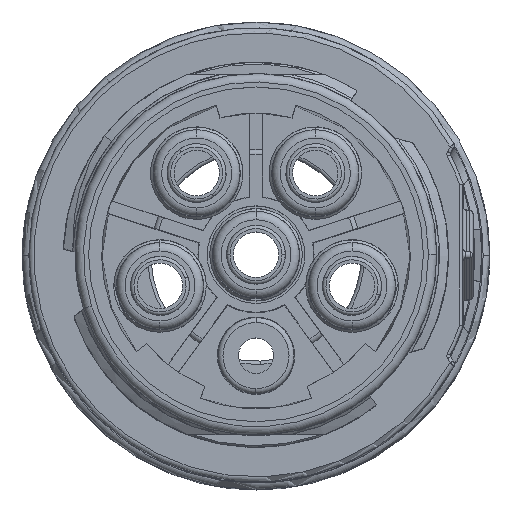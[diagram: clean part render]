
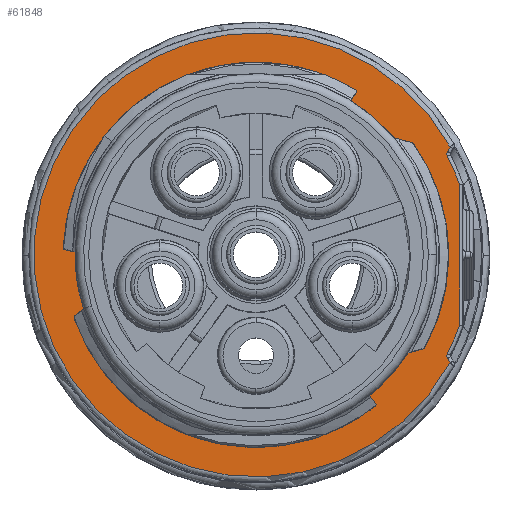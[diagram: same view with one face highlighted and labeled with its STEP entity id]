
A CAD part, top view. The second image highlights one B-rep face of the part: STEP entity #61848.
In plain terms, the highlighted planar face has unit normal (0, 0, 1).
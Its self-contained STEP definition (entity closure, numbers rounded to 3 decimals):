
#425=CARTESIAN_POINT('',(11.539,6.411,32.8));
#439=CARTESIAN_POINT('',(0.,0.,32.8));
#440=DIRECTION('',(0.,0.,1.));
#441=DIRECTION('',(0.874,0.486,0.));
#442=AXIS2_PLACEMENT_3D('',#439,#440,#441);
#1008=CARTESIAN_POINT('',(0.,0.,32.8));
#1009=DIRECTION('',(0.,0.,1.));
#1010=DIRECTION('',(0.889,-0.458,0.));
#1011=AXIS2_PLACEMENT_3D('',#1008,#1009,#1010);
#1013=CARTESIAN_POINT('',(11.647,-5.997,32.8));
#1014=DIRECTION('',(0.,0.,-1.));
#1015=DIRECTION('',(-0.866,-0.5,0.));
#1016=AXIS2_PLACEMENT_3D('',#1013,#1014,#1015);
#1018=DIRECTION('',(-0.5,0.866,0.));
#1019=VECTOR('',#1018,0.304);
#1020=CARTESIAN_POINT('',(11.539,-6.411,32.8));
#1021=LINE('',#1020,#1019);
#1022=DIRECTION('',(0.5,0.866,0.));
#1023=VECTOR('',#1022,0.304);
#1024=CARTESIAN_POINT('',(11.387,6.147,32.8));
#1025=LINE('',#1024,#1023);
#1026=CARTESIAN_POINT('',(11.647,5.997,32.8));
#1027=DIRECTION('',(0.,0.,-1.));
#1028=DIRECTION('',(-0.889,-0.458,0.));
#1029=AXIS2_PLACEMENT_3D('',#1026,#1027,#1028);
#1031=CARTESIAN_POINT('',(0.,0.,32.8));
#1032=DIRECTION('',(0.,0.,1.));
#1033=DIRECTION('',(0.945,0.326,0.));
#1034=AXIS2_PLACEMENT_3D('',#1031,#1032,#1033);
#1036=DIRECTION('',(0.,1.,0.));
#1037=VECTOR('',#1036,8.35);
#1038=CARTESIAN_POINT('',(12.1,-4.175,32.8));
#1039=LINE('',#1038,#1037);
#1040=CARTESIAN_POINT('',(0.,0.,32.8));
#1041=DIRECTION('',(0.,0.,-1.));
#1042=DIRECTION('',(-0.085,0.996,0.));
#1043=AXIS2_PLACEMENT_3D('',#1040,#1041,#1042);
#1045=CARTESIAN_POINT('',(-0.96,11.309,32.8));
#1046=DIRECTION('',(0.,0.,1.));
#1047=DIRECTION('',(-0.085,0.996,0.));
#1048=AXIS2_PLACEMENT_3D('',#1045,#1046,#1047);
#1050=DIRECTION('',(-0.093,0.996,0.));
#1051=VECTOR('',#1050,0.6);
#1052=CARTESIAN_POINT('',(-1.004,10.703,32.8));
#1053=LINE('',#1052,#1051);
#1054=CARTESIAN_POINT('',(0.,0.,32.8));
#1055=DIRECTION('',(0.,0.,-1.));
#1056=DIRECTION('',(-0.954,-0.299,0.));
#1057=AXIS2_PLACEMENT_3D('',#1054,#1055,#1056);
#1059=DIRECTION('',(0.766,0.643,0.));
#1060=VECTOR('',#1059,0.616);
#1061=CARTESIAN_POINT('',(-10.729,-3.613,32.8));
#1062=LINE('',#1061,#1060);
#1063=CARTESIAN_POINT('',(-10.601,-3.767,32.8));
#1064=DIRECTION('',(0.,0.,-1.));
#1065=DIRECTION('',(-0.942,-0.335,0.));
#1066=AXIS2_PLACEMENT_3D('',#1063,#1064,#1065);
#1068=CARTESIAN_POINT('',(0.,0.,32.8));
#1069=DIRECTION('',(0.,0.,-1.));
#1070=DIRECTION('',(-0.65,-0.76,0.));
#1071=AXIS2_PLACEMENT_3D('',#1068,#1069,#1070);
#1073=CARTESIAN_POINT('',(-7.313,-8.549,32.8));
#1074=DIRECTION('',(0.,0.,-1.));
#1075=DIRECTION('',(-0.174,-0.985,0.));
#1076=AXIS2_PLACEMENT_3D('',#1073,#1074,#1075);
#1078=DIRECTION('',(-0.985,0.174,0.));
#1079=VECTOR('',#1078,1.502);
#1080=CARTESIAN_POINT('',(-5.868,-9.007,32.8));
#1081=LINE('',#1080,#1079);
#1082=CARTESIAN_POINT('',(0.,0.,32.8));
#1083=DIRECTION('',(0.,0.,-1.));
#1084=DIRECTION('',(0.522,0.853,0.));
#1085=AXIS2_PLACEMENT_3D('',#1082,#1083,#1084);
#1087=DIRECTION('',(-0.609,-0.793,0.));
#1088=VECTOR('',#1087,0.481);
#1089=CARTESIAN_POINT('',(5.901,9.553,32.8));
#1090=LINE('',#1089,#1088);
#1091=CARTESIAN_POINT('',(5.742,9.674,32.8));
#1092=DIRECTION('',(0.,0.,-1.));
#1093=DIRECTION('',(0.51,0.86,0.));
#1094=AXIS2_PLACEMENT_3D('',#1091,#1092,#1093);
#54730=CARTESIAN_POINT('',(-0.968,11.409,32.8));
#54731=CARTESIAN_POINT('',(5.844,9.846,32.8));
#54732=VERTEX_POINT('',#54730);
#54733=VERTEX_POINT('',#54731);
#54734=CARTESIAN_POINT('',(-7.443,-8.701,32.8));
#54735=CARTESIAN_POINT('',(-10.789,-3.833,32.8));
#54736=VERTEX_POINT('',#54734);
#54737=VERTEX_POINT('',#54735);
#54738=CARTESIAN_POINT('',(-1.004,10.703,32.8));
#54739=CARTESIAN_POINT('',(-1.06,11.3,32.8));
#54740=VERTEX_POINT('',#54738);
#54741=VERTEX_POINT('',#54739);
#54742=CARTESIAN_POINT('',(-10.257,-3.217,32.8));
#54743=VERTEX_POINT('',#54742);
#54744=CARTESIAN_POINT('',(5.608,9.171,32.8));
#54745=CARTESIAN_POINT('',(-5.868,-9.007,32.8));
#54746=VERTEX_POINT('',#54744);
#54747=VERTEX_POINT('',#54745);
#54748=CARTESIAN_POINT('',(-7.347,-8.746,32.8));
#54749=VERTEX_POINT('',#54748);
#54750=CARTESIAN_POINT('',(-10.729,-3.613,32.8));
#54751=VERTEX_POINT('',#54750);
#54752=CARTESIAN_POINT('',(5.901,9.553,32.8));
#54753=VERTEX_POINT('',#54752);
#54784=CARTESIAN_POINT('',(11.38,-5.86,32.8));
#54785=CARTESIAN_POINT('',(12.1,-4.175,32.8));
#54786=VERTEX_POINT('',#54784);
#54787=VERTEX_POINT('',#54785);
#54788=CARTESIAN_POINT('',(11.387,-6.147,32.8));
#54789=VERTEX_POINT('',#54788);
#54792=CARTESIAN_POINT('',(11.539,-6.411,32.8));
#54793=VERTEX_POINT('',#54792);
#54815=VERTEX_POINT('',#425);
#54817=CARTESIAN_POINT('',(11.387,6.147,32.8));
#54818=VERTEX_POINT('',#54817);
#54821=CARTESIAN_POINT('',(11.38,5.86,32.8));
#54822=VERTEX_POINT('',#54821);
#54825=CARTESIAN_POINT('',(12.1,4.175,32.8));
#54826=VERTEX_POINT('',#54825);
#61803=CARTESIAN_POINT('',(0.,0.,32.8));
#61804=DIRECTION('',(0.,0.,1.));
#61805=DIRECTION('',(1.,0.,0.));
#61806=AXIS2_PLACEMENT_3D('',#61803,#61804,#61805);
#61807=PLANE('',#61806);
#61808=ORIENTED_EDGE('',*,*,#61782,.F.);
#61809=ORIENTED_EDGE('',*,*,#61793,.F.);
#61811=ORIENTED_EDGE('',*,*,#61810,.F.);
#61812=ORIENTED_EDGE('',*,*,#61109,.F.);
#61814=ORIENTED_EDGE('',*,*,#61813,.F.);
#61816=ORIENTED_EDGE('',*,*,#61815,.F.);
#61818=ORIENTED_EDGE('',*,*,#61817,.F.);
#61819=ORIENTED_EDGE('',*,*,#61767,.F.);
#61820=EDGE_LOOP('',(#61808,#61809,#61811,#61812,#61814,#61816,#61818,#61819));
#61821=FACE_OUTER_BOUND('',#61820,.F.);
#61823=ORIENTED_EDGE('',*,*,#61822,.F.);
#61825=ORIENTED_EDGE('',*,*,#61824,.T.);
#61827=ORIENTED_EDGE('',*,*,#61826,.F.);
#61829=ORIENTED_EDGE('',*,*,#61828,.F.);
#61831=ORIENTED_EDGE('',*,*,#61830,.F.);
#61833=ORIENTED_EDGE('',*,*,#61832,.F.);
#61835=ORIENTED_EDGE('',*,*,#61834,.F.);
#61837=ORIENTED_EDGE('',*,*,#61836,.F.);
#61839=ORIENTED_EDGE('',*,*,#61838,.F.);
#61841=ORIENTED_EDGE('',*,*,#61840,.F.);
#61843=ORIENTED_EDGE('',*,*,#61842,.F.);
#61845=ORIENTED_EDGE('',*,*,#61844,.F.);
#61846=EDGE_LOOP('',(#61823,#61825,#61827,#61829,#61831,#61833,#61835,#61837,
#61839,#61841,#61843,#61845));
#61847=FACE_BOUND('',#61846,.F.);
#443=CIRCLE('',#442,13.2);
#1012=CIRCLE('',#1011,12.8);
#1017=CIRCLE('',#1016,0.3);
#1030=CIRCLE('',#1029,0.3);
#1035=CIRCLE('',#1034,12.8);
#1044=CIRCLE('',#1043,11.45);
#1049=CIRCLE('',#1048,0.1);
#1058=CIRCLE('',#1057,10.75);
#1067=CIRCLE('',#1066,0.2);
#1072=CIRCLE('',#1071,11.45);
#1077=CIRCLE('',#1076,0.2);
#1086=CIRCLE('',#1085,10.75);
#1095=CIRCLE('',#1094,0.2);
#61109=EDGE_CURVE('',#54815,#54793,#443,.T.);
#61767=EDGE_CURVE('',#54787,#54826,#1039,.T.);
#61782=EDGE_CURVE('',#54786,#54787,#1012,.T.);
#61793=EDGE_CURVE('',#54789,#54786,#1017,.T.);
#61810=EDGE_CURVE('',#54793,#54789,#1021,.T.);
#61813=EDGE_CURVE('',#54818,#54815,#1025,.T.);
#61815=EDGE_CURVE('',#54822,#54818,#1030,.T.);
#61817=EDGE_CURVE('',#54826,#54822,#1035,.T.);
#61822=EDGE_CURVE('',#54732,#54733,#1044,.T.);
#61824=EDGE_CURVE('',#54732,#54741,#1049,.T.);
#61826=EDGE_CURVE('',#54740,#54741,#1053,.T.);
#61828=EDGE_CURVE('',#54743,#54740,#1058,.T.);
#61830=EDGE_CURVE('',#54751,#54743,#1062,.T.);
#61832=EDGE_CURVE('',#54737,#54751,#1067,.T.);
#61834=EDGE_CURVE('',#54736,#54737,#1072,.T.);
#61836=EDGE_CURVE('',#54749,#54736,#1077,.T.);
#61838=EDGE_CURVE('',#54747,#54749,#1081,.T.);
#61840=EDGE_CURVE('',#54746,#54747,#1086,.T.);
#61842=EDGE_CURVE('',#54753,#54746,#1090,.T.);
#61844=EDGE_CURVE('',#54733,#54753,#1095,.T.);
#61848=ADVANCED_FACE('',(#61821,#61847),#61807,.T.);
